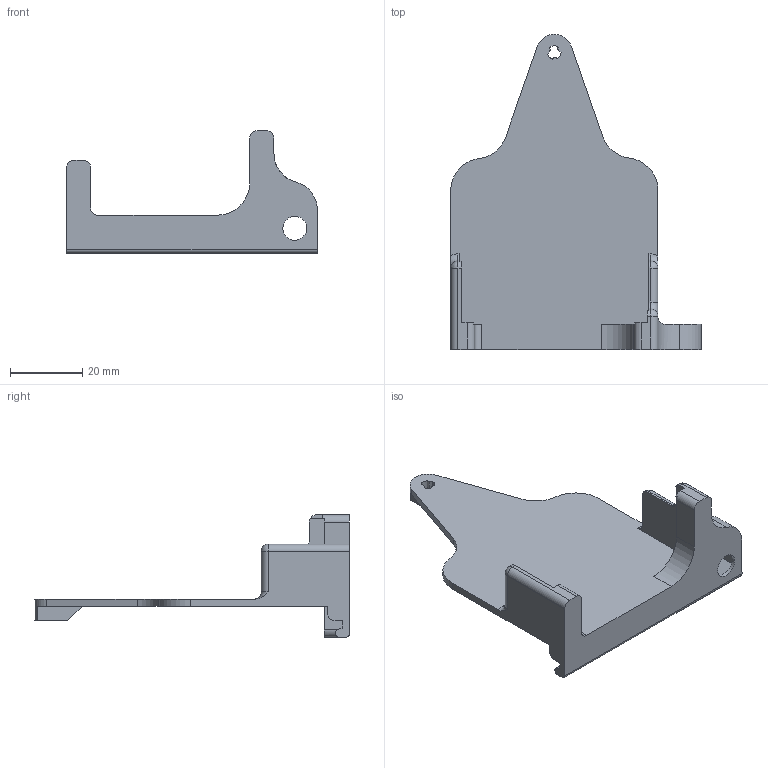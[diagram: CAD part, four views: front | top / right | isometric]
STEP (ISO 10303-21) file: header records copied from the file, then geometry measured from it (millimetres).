
FILE_DESCRIPTION(/* description */ (''),/* implementation_level */ '2;1');
FILE_NAME(/* name */ 'SEN5X Mount V4 Antena.stp',/* time_stamp */ '2025-07-10T15:55:12-04:00',/* author */ ('vncnt'),/* organization */ (''),/* preprocessor_version */ 'ST-DEVELOPER v20',/* originating_system */ 'Autodesk Inventor 2025',/* authorisation */ '');
FILE_SCHEMA (('AUTOMOTIVE_DESIGN { 1 0 10303 214 3 1 1 }'));
Length unit declared in the file: millimetre
Products named in the file (1): SEN5X_Mount_V4_Antena
Bounding box: 69.3 x 87.08 x 33.8 mm (x, y, z)
Volume: 14111.3 mm3; surface area: 11951.7 mm2
Topology: 1 solids, 1 shells, 94 faces, 255 edges, 163 vertices
Faces by surface type: plane 46, cylinder 36, cone 6, torus 3, sphere 3
Full cylindrical faces by diameter (mm): 6.6 x1
Entity records: 3053 total; most frequent: CARTESIAN_POINT 582, DIRECTION 518, ORIENTED_EDGE 510, EDGE_CURVE 255, AXIS2_PLACEMENT_3D 179, VERTEX_POINT 163, LINE 160, VECTOR 160
